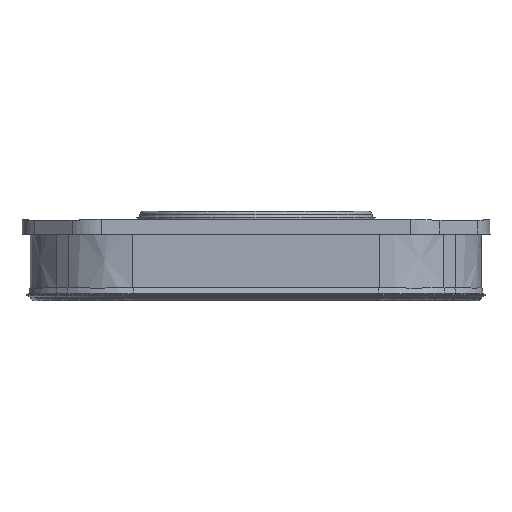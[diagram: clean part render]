
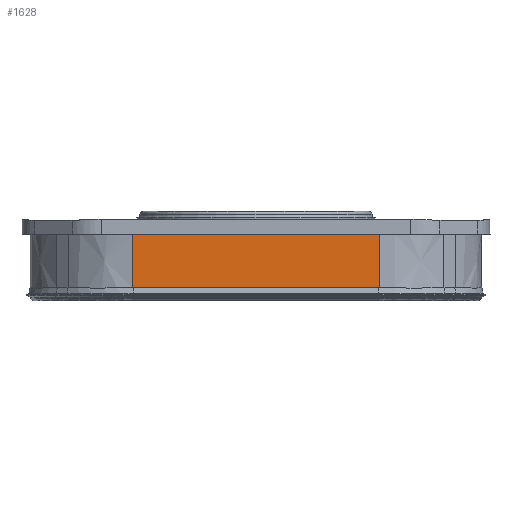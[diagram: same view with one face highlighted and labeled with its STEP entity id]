
A CAD part, front view. The second image highlights one B-rep face of the part: STEP entity #1628.
In plain terms, the highlighted planar face has unit normal (0, -1, 0).
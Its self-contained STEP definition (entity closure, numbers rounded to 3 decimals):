
#1570=AXIS2_PLACEMENT_3D('Plane Axis2P3D',#1567,#1568,#1569) ;
#1567=CARTESIAN_POINT('Axis2P3D Location',(18.597,-34.,-1.5)) ;
#1572=CARTESIAN_POINT('Line Origine',(18.597,-34.,-5.513)) ;
#1576=CARTESIAN_POINT('Vertex',(18.597,-34.,-1.5)) ;
#1578=CARTESIAN_POINT('Vertex',(18.597,-34.,-9.527)) ;
#1581=CARTESIAN_POINT('Line Origine',(0.,-34.,-1.5)) ;
#1585=CARTESIAN_POINT('Vertex',(-18.597,-34.,-1.5)) ;
#1588=CARTESIAN_POINT('Line Origine',(-18.597,-34.,-5.513)) ;
#1592=CARTESIAN_POINT('Vertex',(-18.597,-34.,-9.527)) ;
#1596=CARTESIAN_POINT('Control Point',(-18.494,-34.,-9.525)) ;
#1597=CARTESIAN_POINT('Control Point',(-18.515,-34.,-9.525)) ;
#1598=CARTESIAN_POINT('Control Point',(-18.535,-34.,-9.525)) ;
#1599=CARTESIAN_POINT('Control Point',(-18.556,-34.,-9.526)) ;
#1600=CARTESIAN_POINT('Control Point',(-18.576,-34.,-9.526)) ;
#1601=CARTESIAN_POINT('Control Point',(-18.597,-34.,-9.527)) ;
#1602=CARTESIAN_POINT('Vertex',(-18.494,-34.,-9.525)) ;
#1605=CARTESIAN_POINT('Line Origine',(0.,-34.,-9.525)) ;
#1609=CARTESIAN_POINT('Vertex',(18.494,-34.,-9.525)) ;
#1613=CARTESIAN_POINT('Control Point',(18.494,-34.,-9.525)) ;
#1614=CARTESIAN_POINT('Control Point',(18.515,-34.,-9.525)) ;
#1615=CARTESIAN_POINT('Control Point',(18.535,-34.,-9.525)) ;
#1616=CARTESIAN_POINT('Control Point',(18.556,-34.,-9.526)) ;
#1617=CARTESIAN_POINT('Control Point',(18.576,-34.,-9.526)) ;
#1618=CARTESIAN_POINT('Control Point',(18.597,-34.,-9.527)) ;
#1568=DIRECTION('Axis2P3D Direction',(-0.,-1.,-0.)) ;
#1569=DIRECTION('Axis2P3D XDirection',(-1.,0.,0.)) ;
#1573=DIRECTION('Vector Direction',(0.,0.,-1.)) ;
#1582=DIRECTION('Vector Direction',(-1.,0.,0.)) ;
#1589=DIRECTION('Vector Direction',(0.,0.,-1.)) ;
#1606=DIRECTION('Vector Direction',(1.,0.,0.)) ;
#1574=VECTOR('Line Direction',#1573,1.) ;
#1583=VECTOR('Line Direction',#1582,1.) ;
#1590=VECTOR('Line Direction',#1589,1.) ;
#1607=VECTOR('Line Direction',#1606,1.) ;
#1621=ORIENTED_EDGE('',*,*,#1580,.F.) ;
#1622=ORIENTED_EDGE('',*,*,#1587,.T.) ;
#1623=ORIENTED_EDGE('',*,*,#1594,.T.) ;
#1624=ORIENTED_EDGE('',*,*,#1604,.F.) ;
#1625=ORIENTED_EDGE('',*,*,#1611,.T.) ;
#1626=ORIENTED_EDGE('',*,*,#1619,.T.) ;
#1628=ADVANCED_FACE('Surface.503',(#1627),#1571,.T.) ;
#1595=B_SPLINE_CURVE_WITH_KNOTS('',5,(#1596,#1597,#1598,#1599,#1600,#1601),.UNSPECIFIED.,.F.,.U.,(6,6),(0.,0.143),.UNSPECIFIED.) ;
#1612=B_SPLINE_CURVE_WITH_KNOTS('',5,(#1613,#1614,#1615,#1616,#1617,#1618),.UNSPECIFIED.,.F.,.U.,(6,6),(0.,0.143),.UNSPECIFIED.) ;
#1580=EDGE_CURVE('',#1577,#1579,#1575,.T.) ;
#1587=EDGE_CURVE('',#1577,#1586,#1584,.T.) ;
#1594=EDGE_CURVE('',#1586,#1593,#1591,.T.) ;
#1604=EDGE_CURVE('',#1603,#1593,#1595,.T.) ;
#1611=EDGE_CURVE('',#1603,#1610,#1608,.T.) ;
#1619=EDGE_CURVE('',#1610,#1579,#1612,.T.) ;
#1620=EDGE_LOOP('',(#1621,#1622,#1623,#1624,#1625,#1626)) ;
#1627=FACE_OUTER_BOUND('',#1620,.T.) ;
#1575=LINE('Line',#1572,#1574) ;
#1584=LINE('Line',#1581,#1583) ;
#1591=LINE('Line',#1588,#1590) ;
#1608=LINE('Line',#1605,#1607) ;
#1571=PLANE('',#1570) ;
#1577=VERTEX_POINT('',#1576) ;
#1579=VERTEX_POINT('',#1578) ;
#1586=VERTEX_POINT('',#1585) ;
#1593=VERTEX_POINT('',#1592) ;
#1603=VERTEX_POINT('',#1602) ;
#1610=VERTEX_POINT('',#1609) ;
